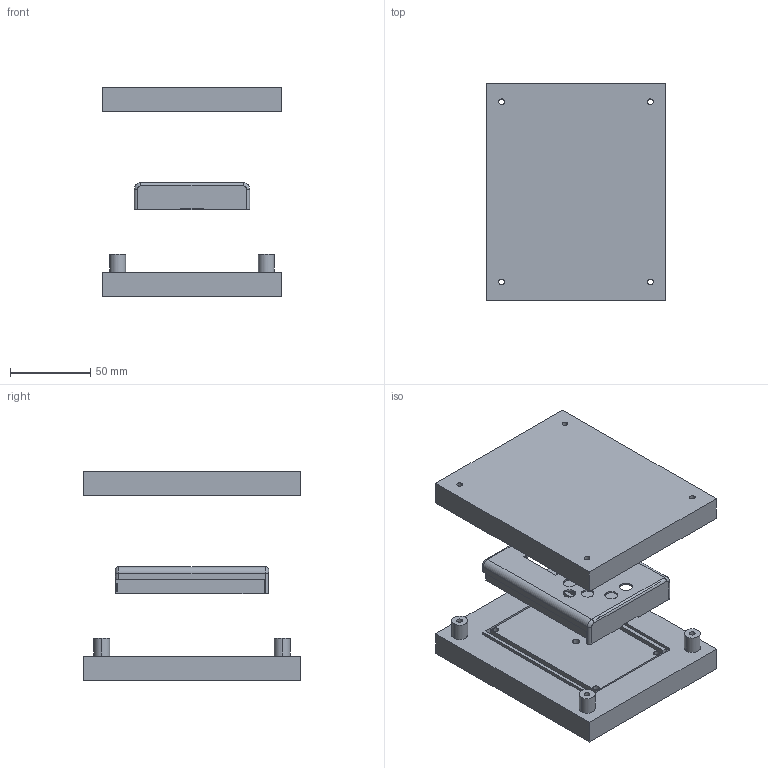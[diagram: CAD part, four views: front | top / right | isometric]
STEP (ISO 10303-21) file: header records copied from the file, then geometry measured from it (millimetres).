
FILE_DESCRIPTION(/* description */ ('STEP AP242','CAx-IF Rec.Pracs.---Representation and Presentation of Product Manufacturing Information (PMI)---4.0---2014-10-13','CAx-IF Rec.Pracs.---3D Tessellated Geometry---0.4---2014-09-14','2;1'),/* implementation_level */ '2;1');
FILE_NAME(/* name */ '65648e6694307e66bb06796d',/* time_stamp */ '2023-11-27T12:41:11Z',/* author */ (''),/* organization */ (''),/* preprocessor_version */ 'ST-DEVELOPER v19.4',/* originating_system */ ' ',/* authorisation */ ' ');
FILE_SCHEMA (('AP242_MANAGED_MODEL_BASED_3D_ENGINEERING_MIM_LF { 1 0 10303 442 1 1 4 }'));
Length unit declared in the file: metre
Products named in the file (3): Part 3; Part 2; haut
Bounding box: 111.97 x 135.6 x 130 mm (x, y, z)
Volume: 453198.6 mm3; surface area: 124189.5 mm2
Topology: 3 solids, 3 shells, 318 faces, 880 edges, 588 vertices
Faces by surface type: cylinder 182, plane 112, cone 16, torus 8
Entity records: 10524 total; most frequent: DIRECTION 1948, CARTESIAN_POINT 1773, ORIENTED_EDGE 1728, EDGE_CURVE 864, AXIS2_PLACEMENT_3D 763, VERTEX_POINT 588, EDGE_LOOP 430, FACE_BOUND 430
